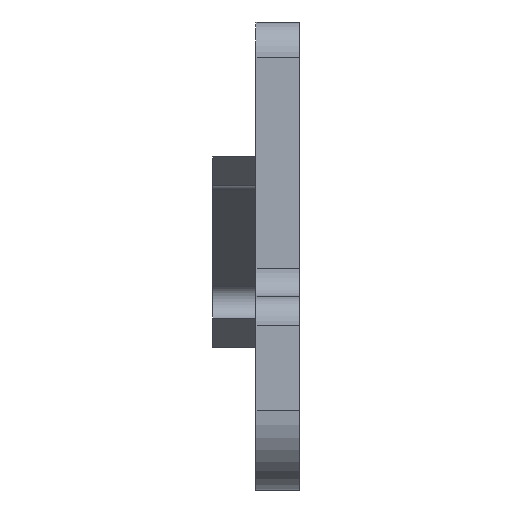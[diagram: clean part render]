
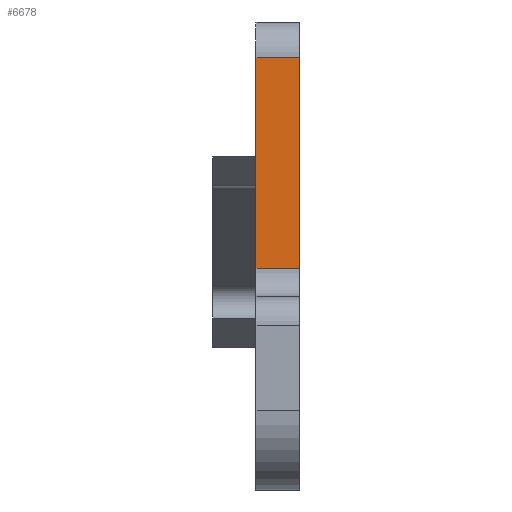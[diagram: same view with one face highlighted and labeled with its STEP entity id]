
A CAD part, left-side view. The second image highlights one B-rep face of the part: STEP entity #6678.
In plain terms, the highlighted planar face has unit normal (-1, 0, 0).
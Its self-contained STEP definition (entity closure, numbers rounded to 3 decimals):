
#700 = DIRECTION ( 'NONE',  ( 0., 0., -1. ) ) ;
#864 = CARTESIAN_POINT ( 'NONE',  ( -380.5, 6., 18.75 ) ) ;
#1001 = DIRECTION ( 'NONE',  ( 0., 1., 0. ) ) ;
#1837 = LINE ( 'NONE', #5282, #5700 ) ;
#2583 = EDGE_LOOP ( 'NONE', ( #5127, #9914, #8302, #5917 ) ) ;
#2774 = VERTEX_POINT ( 'NONE', #5145 ) ;
#2893 = VECTOR ( 'NONE', #5510, 1000. ) ;
#3219 = DIRECTION ( 'NONE',  ( 1., 0., 0. ) ) ;
#4074 = PLANE ( 'NONE',  #4371 ) ;
#4371 = AXIS2_PLACEMENT_3D ( 'NONE', #10947, #3219, #700 ) ;
#4555 = CARTESIAN_POINT ( 'NONE',  ( -380.5, 6., -15.425 ) ) ;
#4627 = VERTEX_POINT ( 'NONE', #5452 ) ;
#4648 = VECTOR ( 'NONE', #1001, 1000. ) ;
#5127 = ORIENTED_EDGE ( 'NONE', *, *, #10195, .T. ) ;
#5145 = CARTESIAN_POINT ( 'NONE',  ( -380.5, 0., -15.425 ) ) ;
#5282 = CARTESIAN_POINT ( 'NONE',  ( -380.5, 0., 18.75 ) ) ;
#5329 = CARTESIAN_POINT ( 'NONE',  ( -380.5, 0., 13.75 ) ) ;
#5452 = CARTESIAN_POINT ( 'NONE',  ( -380.5, 0., 13.75 ) ) ;
#5488 = VERTEX_POINT ( 'NONE', #9317 ) ;
#5510 = DIRECTION ( 'NONE',  ( 0., 0., -1. ) ) ;
#5700 = VECTOR ( 'NONE', #9517, 1000. ) ;
#5917 = ORIENTED_EDGE ( 'NONE', *, *, #10759, .T. ) ;
#6008 = DIRECTION ( 'NONE',  ( 0., -1., 0. ) ) ;
#6178 = VERTEX_POINT ( 'NONE', #4555 ) ;
#6343 = EDGE_CURVE ( 'NONE', #6178, #2774, #9450, .T. ) ;
#6678 = ADVANCED_FACE ( 'NONE', ( #8493 ), #4074, .F. ) ;
#7424 = VECTOR ( 'NONE', #6008, 1000. ) ;
#7821 = CARTESIAN_POINT ( 'NONE',  ( -380.5, 0., -15.425 ) ) ;
#8302 = ORIENTED_EDGE ( 'NONE', *, *, #10804, .F. ) ;
#8493 = FACE_OUTER_BOUND ( 'NONE', #2583, .T. ) ;
#8605 = LINE ( 'NONE', #864, #2893 ) ;
#9317 = CARTESIAN_POINT ( 'NONE',  ( -380.5, 6., 13.75 ) ) ;
#9450 = LINE ( 'NONE', #7821, #7424 ) ;
#9517 = DIRECTION ( 'NONE',  ( 0., 0., -1. ) ) ;
#9914 = ORIENTED_EDGE ( 'NONE', *, *, #6343, .T. ) ;
#10195 = EDGE_CURVE ( 'NONE', #5488, #6178, #8605, .T. ) ;
#10537 = LINE ( 'NONE', #5329, #4648 ) ;
#10759 = EDGE_CURVE ( 'NONE', #4627, #5488, #10537, .T. ) ;
#10804 = EDGE_CURVE ( 'NONE', #4627, #2774, #1837, .T. ) ;
#10947 = CARTESIAN_POINT ( 'NONE',  ( -380.5, 0., 18.75 ) ) ;
